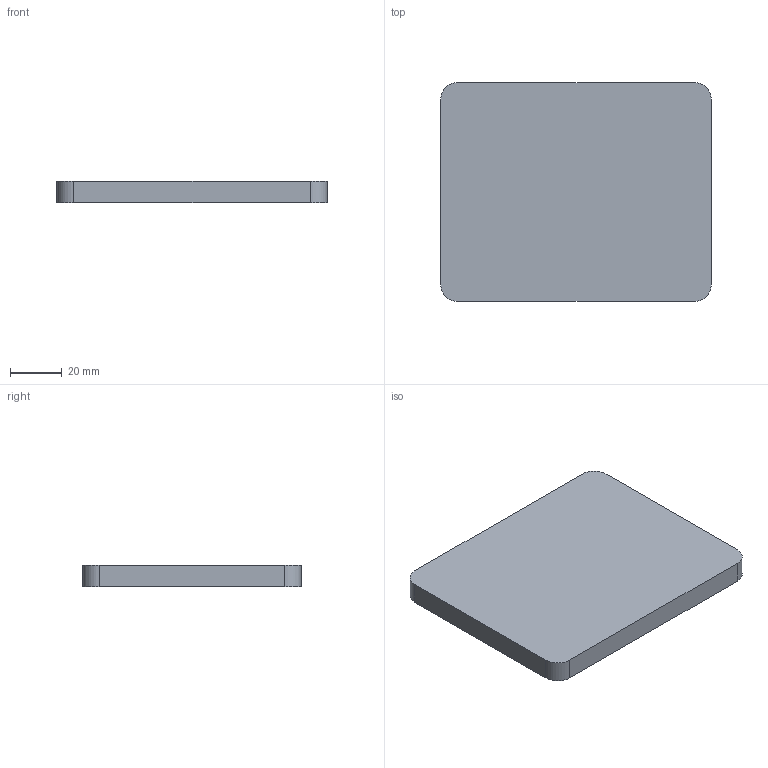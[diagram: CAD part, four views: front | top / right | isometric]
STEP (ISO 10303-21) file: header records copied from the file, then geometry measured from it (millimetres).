
FILE_DESCRIPTION (( 'STEP AP203' ), '1' );
FILE_NAME ('Case.STEP', '2023-10-14T12:50:44', ( '' ), ( '' ), 'SwSTEP 2.0', 'SolidWorks 2021', '' );
FILE_SCHEMA (( 'CONFIG_CONTROL_DESIGN' ));
Length unit declared in the file: millimetre
Products named in the file (1): Case
Bounding box: 105 x 85 x 8.5 mm (x, y, z)
Volume: 19295.3 mm3; surface area: 23570.2 mm2
Topology: 1 solids, 1 shells, 47 faces, 120 edges, 80 vertices
Faces by surface type: plane 27, cylinder 20
Entity records: 1511 total; most frequent: DIRECTION 256, CARTESIAN_POINT 248, ORIENTED_EDGE 240, EDGE_CURVE 120, AXIS2_PLACEMENT_3D 88, LINE 80, VECTOR 80, VERTEX_POINT 80
